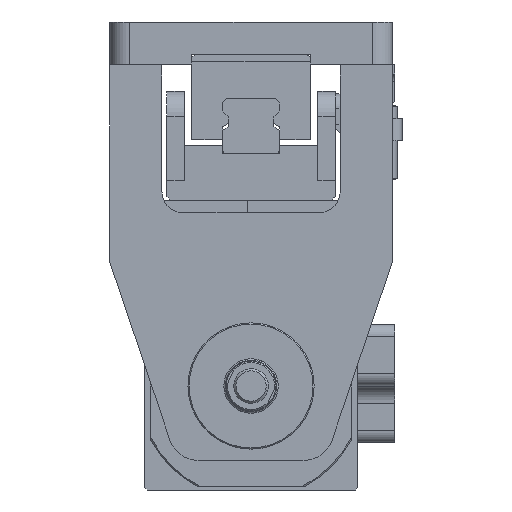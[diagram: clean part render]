
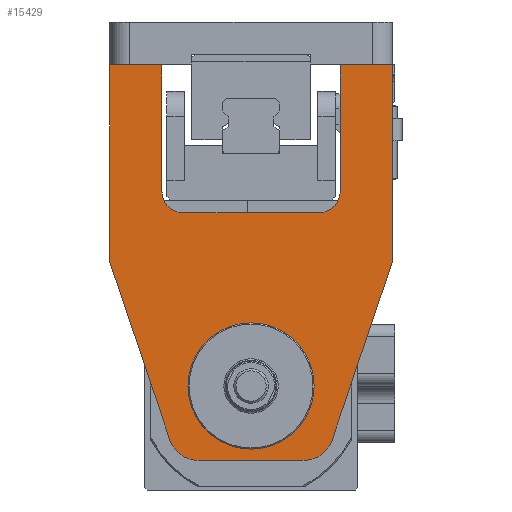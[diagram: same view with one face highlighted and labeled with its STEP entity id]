
A CAD part, left-side view. The second image highlights one B-rep face of the part: STEP entity #15429.
In plain terms, the highlighted face is planar.
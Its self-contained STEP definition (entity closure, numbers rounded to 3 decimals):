
#62 = ORIENTED_EDGE ( 'NONE', *, *, #22197, .T. ) ;
#170 = CIRCLE ( 'NONE', #26521, 15.4 ) ;
#310 = EDGE_CURVE ( 'NONE', #10174, #23846, #170, .T. ) ;
#912 = LINE ( 'NONE', #15630, #13875 ) ;
#989 = EDGE_CURVE ( 'NONE', #5608, #8272, #4504, .T. ) ;
#1648 = DIRECTION ( 'NONE',  ( -1., 0., 0. ) ) ;
#1935 = VECTOR ( 'NONE', #8535, 1000. ) ;
#2699 = ORIENTED_EDGE ( 'NONE', *, *, #8087, .T. ) ;
#2760 = CARTESIAN_POINT ( 'NONE',  ( -15.4, 0., 15. ) ) ;
#3032 = ORIENTED_EDGE ( 'NONE', *, *, #26690, .T. ) ;
#3212 = EDGE_LOOP ( 'NONE', ( #20988, #26822 ) ) ;
#3320 = VECTOR ( 'NONE', #9350, 1000. ) ;
#3338 = VERTEX_POINT ( 'NONE', #5262 ) ;
#3729 = PLANE ( 'NONE',  #26603 ) ;
#3802 = CARTESIAN_POINT ( 'NONE',  ( -27.5, -78.5, 15. ) ) ;
#4025 = DIRECTION ( 'NONE',  ( -1., 0., 0. ) ) ;
#4039 = DIRECTION ( 'NONE',  ( -1., 0., 0. ) ) ;
#4065 = DIRECTION ( 'NONE',  ( 0., 0., 1. ) ) ;
#4191 = VECTOR ( 'NONE', #8088, 1000. ) ;
#4202 = DIRECTION ( 'NONE',  ( 0., -1., 0. ) ) ;
#4466 = VERTEX_POINT ( 'NONE', #24626 ) ;
#4504 = LINE ( 'NONE', #13226, #10064 ) ;
#4572 = CARTESIAN_POINT ( 'NONE',  ( -32.755, 21.837, 15. ) ) ;
#4722 = EDGE_CURVE ( 'NONE', #14652, #7367, #26442, .T. ) ;
#5047 = CARTESIAN_POINT ( 'NONE',  ( 36., -70., 15. ) ) ;
#5160 = DIRECTION ( 'NONE',  ( -1., 0., 0. ) ) ;
#5239 = LINE ( 'NONE', #16784, #27343 ) ;
#5262 = CARTESIAN_POINT ( 'NONE',  ( 27.5, -70., 15. ) ) ;
#5534 = CARTESIAN_POINT ( 'NONE',  ( 30., 30., 15. ) ) ;
#5608 = VERTEX_POINT ( 'NONE', #4572 ) ;
#5946 = ORIENTED_EDGE ( 'NONE', *, *, #6958, .F. ) ;
#6293 = VECTOR ( 'NONE', #14041, 1000. ) ;
#6326 = CARTESIAN_POINT ( 'NONE',  ( -21.385, 30., 15. ) ) ;
#6471 = DIRECTION ( 'NONE',  ( -1., 0., 0. ) ) ;
#6563 = EDGE_CURVE ( 'NONE', #19615, #4466, #12481, .T. ) ;
#6805 = DIRECTION ( 'NONE',  ( 1., 0., 0. ) ) ;
#6958 = EDGE_CURVE ( 'NONE', #3338, #10818, #5239, .T. ) ;
#7153 = CARTESIAN_POINT ( 'NONE',  ( 15.4, 0., 15. ) ) ;
#7189 = EDGE_CURVE ( 'NONE', #7367, #13301, #14433, .T. ) ;
#7367 = VERTEX_POINT ( 'NONE', #9075 ) ;
#7737 = CARTESIAN_POINT ( 'NONE',  ( 57., -50., 15. ) ) ;
#7992 = DIRECTION ( 'NONE',  ( -1., 0., 0. ) ) ;
#8087 = EDGE_CURVE ( 'NONE', #18716, #14652, #12041, .T. ) ;
#8088 = DIRECTION ( 'NONE',  ( 1., 0., 0. ) ) ;
#8114 = VERTEX_POINT ( 'NONE', #22489 ) ;
#8138 = CARTESIAN_POINT ( 'NONE',  ( -57., -132.5, 15. ) ) ;
#8272 = VERTEX_POINT ( 'NONE', #22858 ) ;
#8535 = DIRECTION ( 'NONE',  ( 0., -1., 0. ) ) ;
#8666 = ORIENTED_EDGE ( 'NONE', *, *, #11329, .T. ) ;
#9075 = CARTESIAN_POINT ( 'NONE',  ( 32.755, 21.837, 15. ) ) ;
#9350 = DIRECTION ( 'NONE',  ( 0., 1., 0. ) ) ;
#10016 = CARTESIAN_POINT ( 'NONE',  ( 0., 0., 15. ) ) ;
#10064 = VECTOR ( 'NONE', #13577, 1000. ) ;
#10144 = CARTESIAN_POINT ( 'NONE',  ( 57., -132.5, 15. ) ) ;
#10174 = VERTEX_POINT ( 'NONE', #7153 ) ;
#10366 = DIRECTION ( 'NONE',  ( 0., 0., -1. ) ) ;
#10393 = FACE_OUTER_BOUND ( 'NONE', #19754, .T. ) ;
#10818 = VERTEX_POINT ( 'NONE', #20479 ) ;
#11010 = DIRECTION ( 'NONE',  ( 0., 0., 1. ) ) ;
#11015 = CARTESIAN_POINT ( 'NONE',  ( 0., 0., 15. ) ) ;
#11329 = EDGE_CURVE ( 'NONE', #22196, #5608, #11868, .T. ) ;
#11421 = ORIENTED_EDGE ( 'NONE', *, *, #21110, .T. ) ;
#11868 = CIRCLE ( 'NONE', #21870, 12. ) ;
#11899 = EDGE_CURVE ( 'NONE', #8114, #12238, #14129, .T. ) ;
#12041 = LINE ( 'NONE', #7737, #23936 ) ;
#12082 = AXIS2_PLACEMENT_3D ( 'NONE', #16200, #24783, #7992 ) ;
#12118 = DIRECTION ( 'NONE',  ( -1., 0., 0. ) ) ;
#12238 = VERTEX_POINT ( 'NONE', #20582 ) ;
#12313 = CARTESIAN_POINT ( 'NONE',  ( 0., -132.5, 15. ) ) ;
#12372 = CIRCLE ( 'NONE', #14182, 8.5 ) ;
#12481 = LINE ( 'NONE', #21152, #1935 ) ;
#12907 = AXIS2_PLACEMENT_3D ( 'NONE', #11015, #19087, #6471 ) ;
#13226 = CARTESIAN_POINT ( 'NONE',  ( -57., -50., 15. ) ) ;
#13301 = VERTEX_POINT ( 'NONE', #27291 ) ;
#13577 = DIRECTION ( 'NONE',  ( -0.32, -0.947, 0. ) ) ;
#13836 = EDGE_CURVE ( 'NONE', #23846, #10174, #20384, .T. ) ;
#13875 = VECTOR ( 'NONE', #6805, 1000. ) ;
#14041 = DIRECTION ( 'NONE',  ( -0.32, 0.947, 0. ) ) ;
#14129 = LINE ( 'NONE', #5047, #3320 ) ;
#14182 = AXIS2_PLACEMENT_3D ( 'NONE', #3802, #10366, #12118 ) ;
#14261 = DIRECTION ( 'NONE',  ( 0., 0., -1. ) ) ;
#14433 = CIRCLE ( 'NONE', #16382, 12. ) ;
#14652 = VERTEX_POINT ( 'NONE', #18379 ) ;
#14937 = ORIENTED_EDGE ( 'NONE', *, *, #11899, .F. ) ;
#15429 = ADVANCED_FACE ( 'NONE', ( #25287, #10393 ), #3729, .F. ) ;
#15630 = CARTESIAN_POINT ( 'NONE',  ( 0., -132.5, 15. ) ) ;
#16200 = CARTESIAN_POINT ( 'NONE',  ( 27.5, -78.5, 15. ) ) ;
#16226 = ORIENTED_EDGE ( 'NONE', *, *, #989, .T. ) ;
#16382 = AXIS2_PLACEMENT_3D ( 'NONE', #25170, #4065, #16911 ) ;
#16784 = CARTESIAN_POINT ( 'NONE',  ( -36., -70., 15. ) ) ;
#16911 = DIRECTION ( 'NONE',  ( -1., 0., 0. ) ) ;
#17051 = ORIENTED_EDGE ( 'NONE', *, *, #4722, .T. ) ;
#17302 = CARTESIAN_POINT ( 'NONE',  ( -21.385, 18., 15. ) ) ;
#17749 = ORIENTED_EDGE ( 'NONE', *, *, #23926, .T. ) ;
#17851 = ORIENTED_EDGE ( 'NONE', *, *, #18009, .T. ) ;
#17948 = VECTOR ( 'NONE', #4025, 1000. ) ;
#18009 = EDGE_CURVE ( 'NONE', #3338, #12238, #26704, .T. ) ;
#18341 = DIRECTION ( 'NONE',  ( 0., 1., 0. ) ) ;
#18379 = CARTESIAN_POINT ( 'NONE',  ( 57., -50., 15. ) ) ;
#18716 = VERTEX_POINT ( 'NONE', #10144 ) ;
#18948 = LINE ( 'NONE', #22961, #17948 ) ;
#19087 = DIRECTION ( 'NONE',  ( 0., 0., -1. ) ) ;
#19431 = DIRECTION ( 'NONE',  ( 0., 0., -1. ) ) ;
#19615 = VERTEX_POINT ( 'NONE', #24145 ) ;
#19754 = EDGE_LOOP ( 'NONE', ( #14937, #17749, #2699, #17051, #22796, #11421, #8666, #16226, #62, #25125, #24283, #3032, #5946, #17851 ) ) ;
#19910 = EDGE_CURVE ( 'NONE', #24993, #4466, #24984, .T. ) ;
#20384 = CIRCLE ( 'NONE', #12907, 15.4 ) ;
#20479 = CARTESIAN_POINT ( 'NONE',  ( -27.5, -70., 15. ) ) ;
#20582 = CARTESIAN_POINT ( 'NONE',  ( 36., -78.5, 15. ) ) ;
#20988 = ORIENTED_EDGE ( 'NONE', *, *, #310, .T. ) ;
#21110 = EDGE_CURVE ( 'NONE', #13301, #22196, #18948, .T. ) ;
#21152 = CARTESIAN_POINT ( 'NONE',  ( -36., -70., 15. ) ) ;
#21623 = DIRECTION ( 'NONE',  ( -1., 0., 0. ) ) ;
#21711 = CARTESIAN_POINT ( 'NONE',  ( 0., 0., 15. ) ) ;
#21854 = VECTOR ( 'NONE', #4202, 1000. ) ;
#21870 = AXIS2_PLACEMENT_3D ( 'NONE', #17302, #11010, #5160 ) ;
#22196 = VERTEX_POINT ( 'NONE', #6326 ) ;
#22197 = EDGE_CURVE ( 'NONE', #8272, #24993, #24849, .T. ) ;
#22489 = CARTESIAN_POINT ( 'NONE',  ( 36., -132.5, 15. ) ) ;
#22796 = ORIENTED_EDGE ( 'NONE', *, *, #7189, .T. ) ;
#22858 = CARTESIAN_POINT ( 'NONE',  ( -57., -50., 15. ) ) ;
#22961 = CARTESIAN_POINT ( 'NONE',  ( -30., 30., 15. ) ) ;
#23079 = CARTESIAN_POINT ( 'NONE',  ( -57., -133., 15. ) ) ;
#23846 = VERTEX_POINT ( 'NONE', #2760 ) ;
#23926 = EDGE_CURVE ( 'NONE', #8114, #18716, #912, .T. ) ;
#23936 = VECTOR ( 'NONE', #18341, 1000. ) ;
#24145 = CARTESIAN_POINT ( 'NONE',  ( -36., -78.5, 15. ) ) ;
#24283 = ORIENTED_EDGE ( 'NONE', *, *, #6563, .F. ) ;
#24626 = CARTESIAN_POINT ( 'NONE',  ( -36., -132.5, 15. ) ) ;
#24783 = DIRECTION ( 'NONE',  ( 0., 0., -1. ) ) ;
#24849 = LINE ( 'NONE', #23079, #21854 ) ;
#24984 = LINE ( 'NONE', #12313, #4191 ) ;
#24993 = VERTEX_POINT ( 'NONE', #8138 ) ;
#25125 = ORIENTED_EDGE ( 'NONE', *, *, #19910, .T. ) ;
#25170 = CARTESIAN_POINT ( 'NONE',  ( 21.385, 18., 15. ) ) ;
#25287 = FACE_BOUND ( 'NONE', #3212, .T. ) ;
#26442 = LINE ( 'NONE', #5534, #6293 ) ;
#26521 = AXIS2_PLACEMENT_3D ( 'NONE', #21711, #19431, #21623 ) ;
#26603 = AXIS2_PLACEMENT_3D ( 'NONE', #10016, #14261, #1648 ) ;
#26690 = EDGE_CURVE ( 'NONE', #19615, #10818, #12372, .T. ) ;
#26704 = CIRCLE ( 'NONE', #12082, 8.5 ) ;
#26822 = ORIENTED_EDGE ( 'NONE', *, *, #13836, .T. ) ;
#27291 = CARTESIAN_POINT ( 'NONE',  ( 21.385, 30., 15. ) ) ;
#27343 = VECTOR ( 'NONE', #4039, 1000. ) ;
